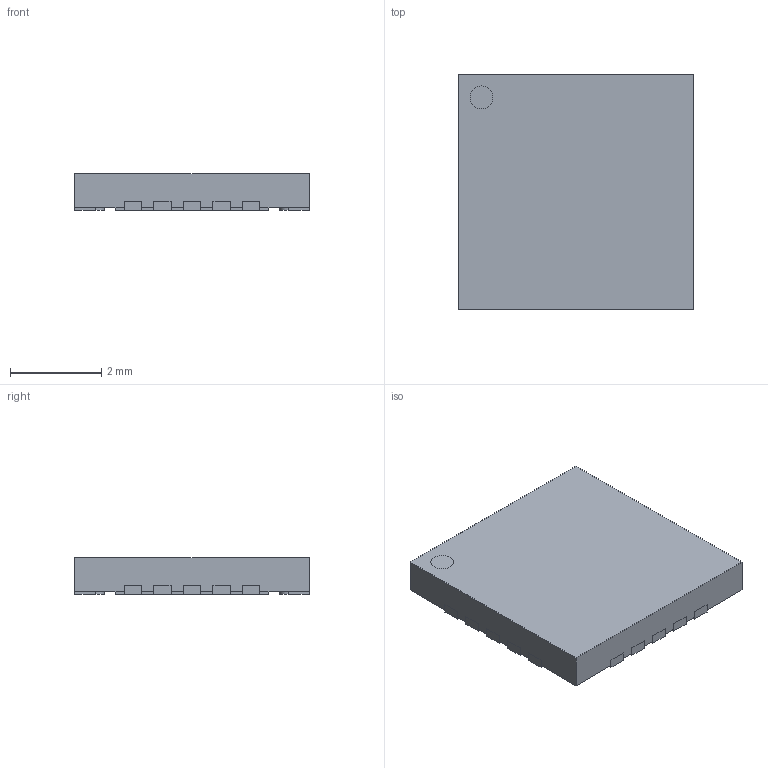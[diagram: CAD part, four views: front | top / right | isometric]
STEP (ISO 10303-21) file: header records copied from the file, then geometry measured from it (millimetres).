
FILE_DESCRIPTION(/* description */ (''),/* implementation_level */ '2;1');
FILE_NAME(/* name */ 'QFN65P500X500X80-21N-S335.stp',/* time_stamp */ '2016-06-09T08:25:59+02:00',/* author */ ('riccim'),/* organization */ (''),/* preprocessor_version */ 'ST-DEVELOPER v15.5',/* originating_system */ 'AutoCAD Mechanical',/* authorisation */ '');
FILE_SCHEMA (('AUTOMOTIVE_DESIGN { 1 0 10303 214 3 1 1 }'));
Length unit declared in the file: millimetre
Products named in the file (1): Product
Bounding box: 5.15 x 5.15 x 0.8 mm (x, y, z)
Volume: 20.8 mm3; surface area: 116.5 mm2
Topology: 23 solids, 23 shells, 222 faces, 522 edges, 348 vertices
Faces by surface type: plane 180, cylinder 42
Full cylindrical faces by diameter (mm): 0.5 x2
Entity records: 6317 total; most frequent: CARTESIAN_POINT 1091, DIRECTION 1050, ORIENTED_EDGE 1040, EDGE_CURVE 520, LINE 436, VECTOR 436, VERTEX_POINT 348, AXIS2_PLACEMENT_3D 307
